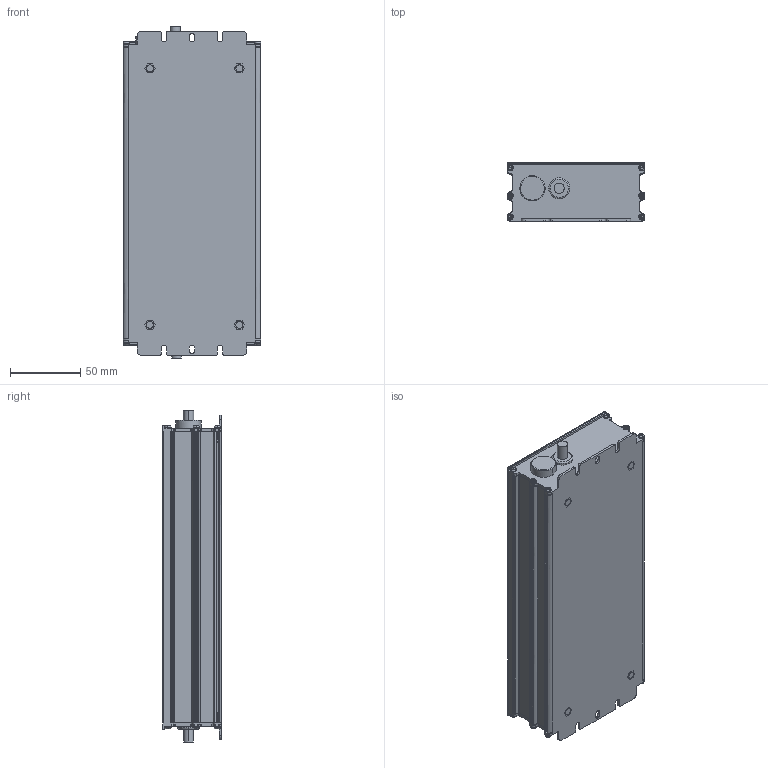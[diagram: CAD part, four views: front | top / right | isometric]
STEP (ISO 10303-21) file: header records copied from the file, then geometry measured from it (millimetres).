
FILE_DESCRIPTION(('Creo Elements/Direct Modeling STEP Export'),'2;1');
FILE_NAME('M92.stp','2020-06-26T11:39:40',(''),(''),'PTC Creo Elements/Direct Modeling STEP processor for AP214 (Solid Model)','PTC Creo Elements/Direct Modeling 19.0E 27-Jun-2016 (C) Parametric Technology GmbH','');
FILE_SCHEMA(('AUTOMOTIVE_DESIGN { 1 0 10303 214 1 1 1 1 }'));
Length unit declared in the file: millimetre
Products named in the file (5): screw; SCREWS; Casing; RIVETING3; M92
Assembly tree (18 placements, depth 3):
  M92
    RIVETING3  x4
    Casing
    SCREWS
      screw  x12
Bounding box: 98 x 42 x 236.5 mm (x, y, z)
Volume: 124868.3 mm3; surface area: 150456.4 mm2
Topology: 17 solids, 20 shells, 1192 faces, 3155 edges, 2066 vertices
Faces by surface type: plane 487, cylinder 479, bspline 96, torus 77, extrusion 44, cone 7, sphere 2
Entity records: 20733 total; most frequent: CARTESIAN_POINT 5296, ORIENTED_EDGE 3398, DIRECTION 2880, EDGE_CURVE 1699, VERTEX_POINT 1115, AXIS2_PLACEMENT_3D 968, VECTOR 944, LINE 900
